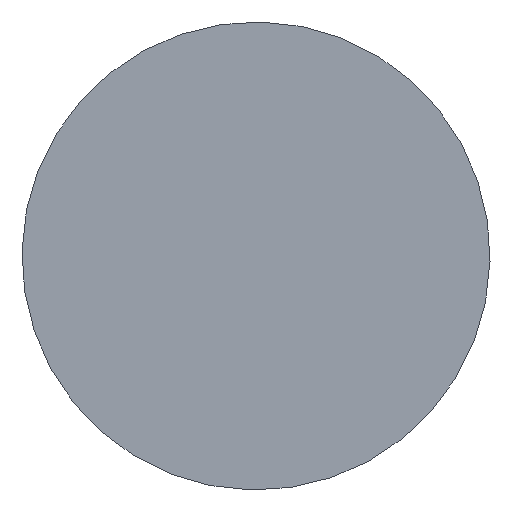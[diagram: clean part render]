
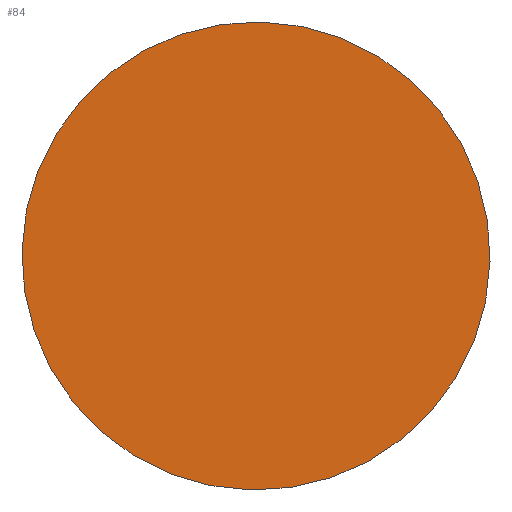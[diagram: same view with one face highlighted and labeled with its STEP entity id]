
A CAD part, top view. The second image highlights one B-rep face of the part: STEP entity #84.
In plain terms, the highlighted planar face has unit normal (0, 0, 1).
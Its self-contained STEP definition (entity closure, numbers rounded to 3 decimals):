
#48=AXIS2_PLACEMENT_3D('Circle Axis2P3D',#46,#47,$) ;
#66=AXIS2_PLACEMENT_3D('Circle Axis2P3D',#64,#65,$) ;
#78=AXIS2_PLACEMENT_3D('Plane Axis2P3D',#75,#76,#77) ;
#43=CARTESIAN_POINT('Vertex',(1.438,-2.633,0.)) ;
#46=CARTESIAN_POINT('Axis2P3D Location',(0.,0.,0.)) ;
#50=CARTESIAN_POINT('Vertex',(-1.438,2.633,0.)) ;
#64=CARTESIAN_POINT('Axis2P3D Location',(0.,0.,0.)) ;
#75=CARTESIAN_POINT('Axis2P3D Location',(0.,3.,0.)) ;
#47=DIRECTION('Axis2P3D Direction',(0.,0.,1.)) ;
#65=DIRECTION('Axis2P3D Direction',(0.,0.,1.)) ;
#76=DIRECTION('Axis2P3D Direction',(0.,0.,1.)) ;
#77=DIRECTION('Axis2P3D XDirection',(1.,0.,0.)) ;
#81=ORIENTED_EDGE('',*,*,#68,.T.) ;
#82=ORIENTED_EDGE('',*,*,#52,.T.) ;
#84=ADVANCED_FACE('',(#83),#79,.T.) ;
#49=CIRCLE('generated circle',#48,3.) ;
#67=CIRCLE('generated circle',#66,3.) ;
#52=EDGE_CURVE('',#51,#44,#49,.T.) ;
#68=EDGE_CURVE('',#44,#51,#67,.T.) ;
#80=EDGE_LOOP('',(#81,#82)) ;
#83=FACE_OUTER_BOUND('',#80,.T.) ;
#79=PLANE('Plane',#78) ;
#44=VERTEX_POINT('',#43) ;
#51=VERTEX_POINT('',#50) ;
